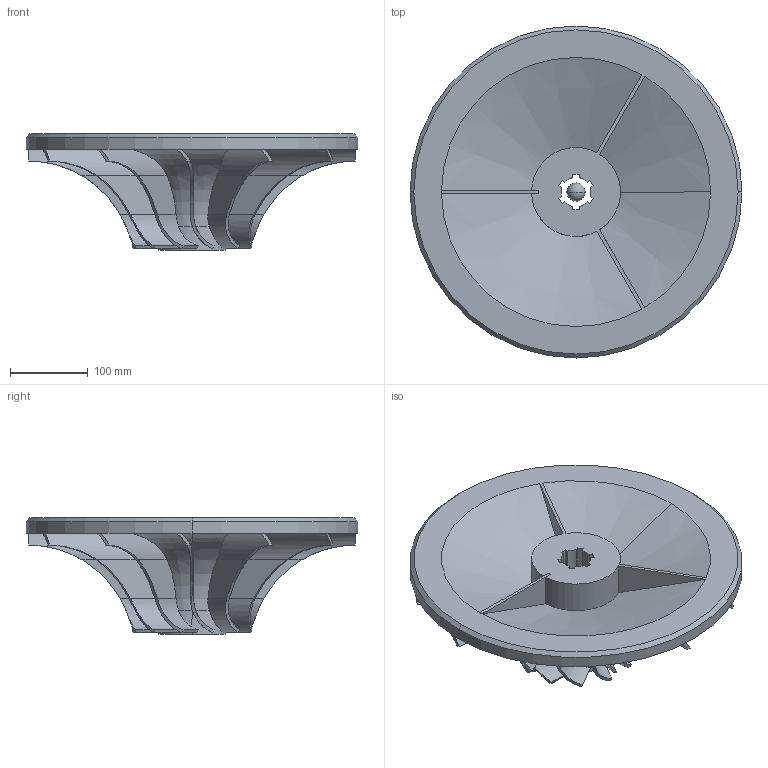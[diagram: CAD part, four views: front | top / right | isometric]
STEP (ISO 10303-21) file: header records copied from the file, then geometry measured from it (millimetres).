
FILE_DESCRIPTION (( 'STEP AP203' ), '1' );
FILE_NAME ('20180719-165342-41636.STEP', '2021-04-28T03:09:39', ( '' ), ( '' ), 'SwSTEP 2.0', 'SolidWorks 2019', '' );
FILE_SCHEMA (( 'CONFIG_CONTROL_DESIGN' ));
Length unit declared in the file: centimetre
Products named in the file (1): 20180719-165342-41636
Bounding box: 426.53 x 426.53 x 150 mm (x, y, z)
Volume: 3271896.3 mm3; surface area: 612345.7 mm2
Topology: 3 solids, 3 shells, 179 faces, 511 edges, 340 vertices
Faces by surface type: plane 80, cylinder 64, torus 27, cone 6, sphere 2
Entity records: 8558 total; most frequent: CARTESIAN_POINT 4191, ORIENTED_EDGE 1012, DIRECTION 737, EDGE_CURVE 506, VERTEX_POINT 337, AXIS2_PLACEMENT_3D 269, B_SPLINE_CURVE_WITH_KNOTS 206, LINE 199
